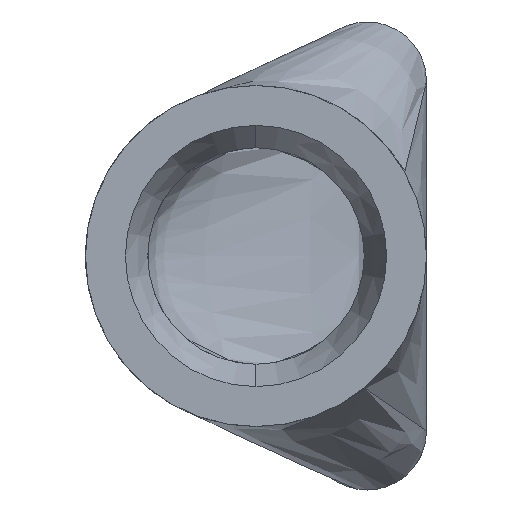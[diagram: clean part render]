
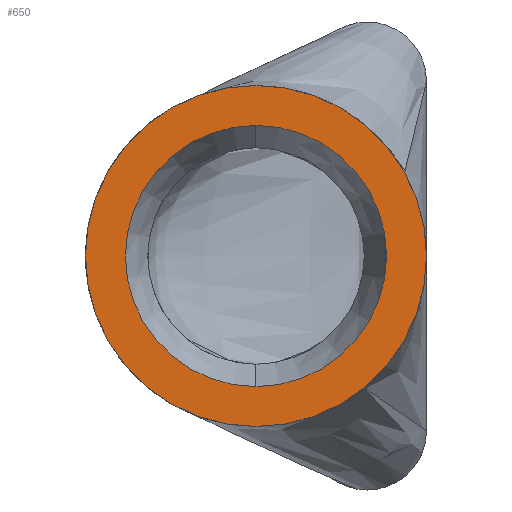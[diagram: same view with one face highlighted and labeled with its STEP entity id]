
A CAD part, left-side view. The second image highlights one B-rep face of the part: STEP entity #650.
In plain terms, the highlighted planar face has unit normal (-1, 0, 0).
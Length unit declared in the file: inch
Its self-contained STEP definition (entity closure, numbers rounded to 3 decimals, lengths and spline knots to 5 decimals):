
#6 = DIRECTION ( 'NONE',  ( -1., 0., 0. ) ) ;
#21 = CARTESIAN_POINT ( 'NONE',  ( 0., 0.427, -0.32696 ) ) ;
#26 = CARTESIAN_POINT ( 'NONE',  ( 0., 0.427, -0.427 ) ) ;
#66 = CARTESIAN_POINT ( 'NONE',  ( 0., 0., 0. ) ) ;
#95 = DIRECTION ( 'NONE',  ( 0., 0., 1. ) ) ;
#102 = EDGE_CURVE ( 'NONE', #1185, #790, #357, .T. ) ;
#141 = ORIENTED_EDGE ( 'NONE', *, *, #1093, .T. ) ;
#151 = ORIENTED_EDGE ( 'NONE', *, *, #102, .T. ) ;
#179 = CARTESIAN_POINT ( 'NONE',  ( 0., 0.427, 0. ) ) ;
#221 = AXIS2_PLACEMENT_3D ( 'NONE', #960, #587, #95 ) ;
#222 = CIRCLE ( 'NONE', #377, 0.427 ) ;
#267 = VERTEX_POINT ( 'NONE', #950 ) ;
#286 = DIRECTION ( 'NONE',  ( 0., 0., 1. ) ) ;
#331 = ORIENTED_EDGE ( 'NONE', *, *, #877, .T. ) ;
#357 = CIRCLE ( 'NONE', #221, 0.32696 ) ;
#362 = CARTESIAN_POINT ( 'NONE',  ( 0., 0.427, 0.32696 ) ) ;
#374 = CARTESIAN_POINT ( 'NONE',  ( 0., 0.427, 0. ) ) ;
#377 = AXIS2_PLACEMENT_3D ( 'NONE', #179, #458, #841 ) ;
#400 = CIRCLE ( 'NONE', #1109, 0.32696 ) ;
#443 = DIRECTION ( 'NONE',  ( -1., 0., 0. ) ) ;
#458 = DIRECTION ( 'NONE',  ( -1., 0., 0. ) ) ;
#525 = DIRECTION ( 'NONE',  ( 1., 0., 0. ) ) ;
#587 = DIRECTION ( 'NONE',  ( 1., 0., 0. ) ) ;
#644 = PLANE ( 'NONE',  #1087 ) ;
#650 = ADVANCED_FACE ( 'NONE', ( #926, #1212 ), #644, .T. ) ;
#753 = CIRCLE ( 'NONE', #991, 0.427 ) ;
#790 = VERTEX_POINT ( 'NONE', #21 ) ;
#808 = VERTEX_POINT ( 'NONE', #26 ) ;
#809 = CARTESIAN_POINT ( 'NONE',  ( 0., 0.427, 0. ) ) ;
#841 = DIRECTION ( 'NONE',  ( 0., 0., 1. ) ) ;
#877 = EDGE_CURVE ( 'NONE', #790, #1185, #400, .T. ) ;
#916 = DIRECTION ( 'NONE',  ( 0., 0., 1. ) ) ;
#926 = FACE_BOUND ( 'NONE', #1190, .T. ) ;
#950 = CARTESIAN_POINT ( 'NONE',  ( 0., 0.427, 0.427 ) ) ;
#960 = CARTESIAN_POINT ( 'NONE',  ( 0., 0.427, 0. ) ) ;
#977 = EDGE_LOOP ( 'NONE', ( #141, #982 ) ) ;
#982 = ORIENTED_EDGE ( 'NONE', *, *, #1213, .T. ) ;
#991 = AXIS2_PLACEMENT_3D ( 'NONE', #374, #6, #286 ) ;
#1087 = AXIS2_PLACEMENT_3D ( 'NONE', #66, #443, #1130 ) ;
#1093 = EDGE_CURVE ( 'NONE', #267, #808, #753, .T. ) ;
#1109 = AXIS2_PLACEMENT_3D ( 'NONE', #809, #525, #916 ) ;
#1130 = DIRECTION ( 'NONE',  ( 0., 0., 1. ) ) ;
#1185 = VERTEX_POINT ( 'NONE', #362 ) ;
#1190 = EDGE_LOOP ( 'NONE', ( #151, #331 ) ) ;
#1212 = FACE_OUTER_BOUND ( 'NONE', #977, .T. ) ;
#1213 = EDGE_CURVE ( 'NONE', #808, #267, #222, .T. ) ;
